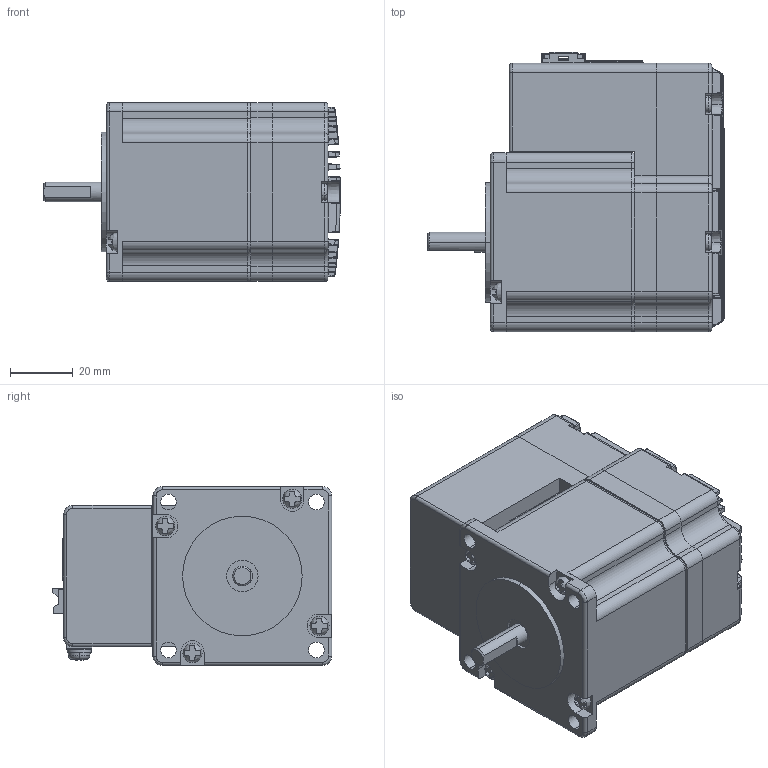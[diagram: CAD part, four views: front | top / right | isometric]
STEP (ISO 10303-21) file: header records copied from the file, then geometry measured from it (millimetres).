
FILE_DESCRIPTION (( 'STEP AP203' ), '1' );
FILE_NAME ('P119-MO-056-04-R01.STEP', '2020-05-04T07:03:33', ( '' ), ( '' ), 'SwSTEP 2.0', 'SolidWorks 2018', '' );
FILE_SCHEMA (( 'CONFIG_CONTROL_DESIGN' ));
Length unit declared in the file: millimetre
Products named in the file (29): 瞪錳薄樓醴喀攪-2; pan cross head_ks_KS 1023 PC- M4 x 8-N; 瞪錳蕾樓攪喀攪; pan cross head_ks_KS 1023 PC- M3 x 25-N; 瞪錳薄樓醴喀攪-1; M119-EC-056-02-R02; 791091003; 56EC-PCB2-01; M119-EC-042-04-R00; spring lock washer_ks_KS 1324 - M4; 20R-JMCS-G-B-TF(NSA); plain washer 10673 type snl_iso_ISO 10673-3.6-S; M119-EC-056-03-R00; 42EC-PCB1-01; 瞪錳薄樓醴喀攪-5; 56EC-PCB3-01; 5016451220; 21mm OD6.35mm; 瞪錳薄樓醴喀攪-3; 09455511103_100183220MOD000B; 瞪錳薄樓醴喀攪-4; 56EC-PCB1-01; M117-MO-056-01-R00; M119-EC-056-01-R00; P119-MO-056-04-R01; pan cross head_ks_KS 1023 PC- M3 x 20-N; 20PS-JMCS-G-1B-TF(N); 877600816; KMG
Assembly tree (36 placements, depth 3):
  P119-MO-056-04-R01
    M117-MO-056-01-R00
    pan cross head_ks_KS 1023 PC- M3 x 20-N  x2
    pan cross head_ks_KS 1023 PC- M3 x 25-N  x3
    KMG
    M119-EC-056-01-R00
    M119-EC-056-02-R02
    56EC-PCB1-01
    42EC-PCB1-01
    56EC-PCB3-01
    M119-EC-042-04-R00
    瞪錳蕾樓攪喀攪
      瞪錳薄樓醴喀攪-1
      瞪錳薄樓醴喀攪-2
      瞪錳薄樓醴喀攪-3
      瞪錳薄樓醴喀攪-4
      瞪錳薄樓醴喀攪-5
    5016451220
    09455511103_100183220MOD000B  x2
    56EC-PCB2-01
    877600816  x2
    20PS-JMCS-G-1B-TF(N)  x2
    20R-JMCS-G-B-TF(NSA)  x2
    791091003  x2
    21mm OD6.35mm
    M119-EC-056-03-R00
    pan cross head_ks_KS 1023 PC- M4 x 8-N
    spring lock washer_ks_KS 1324 - M4
    plain washer 10673 type snl_iso_ISO 10673-3.6-S
Bounding box: 94.6 x 89.1 x 57 mm (x, y, z)
Volume: 211563 mm3; surface area: 97531.1 mm2
Topology: 35 solids, 35 shells, 5376 faces, 14507 edges, 9217 vertices
Faces by surface type: plane 3717, cylinder 1133, bspline 247, cone 103, sphere 89, torus 87
Entity records: 121890 total; most frequent: CARTESIAN_POINT 27766, ORIENTED_EDGE 19610, DIRECTION 18068, EDGE_CURVE 9805, LINE 7050, VECTOR 7050, VERTEX_POINT 6209, AXIS2_PLACEMENT_3D 5509
